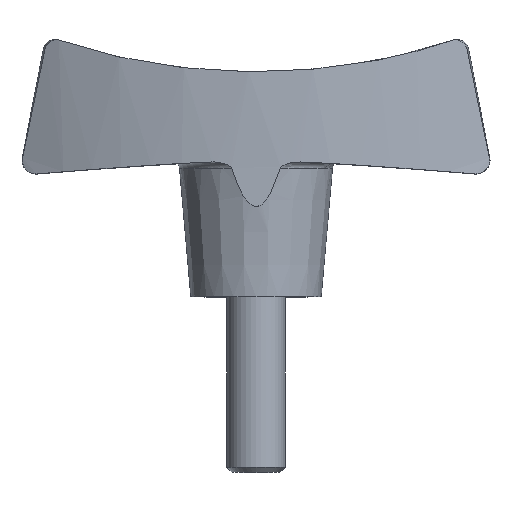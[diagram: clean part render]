
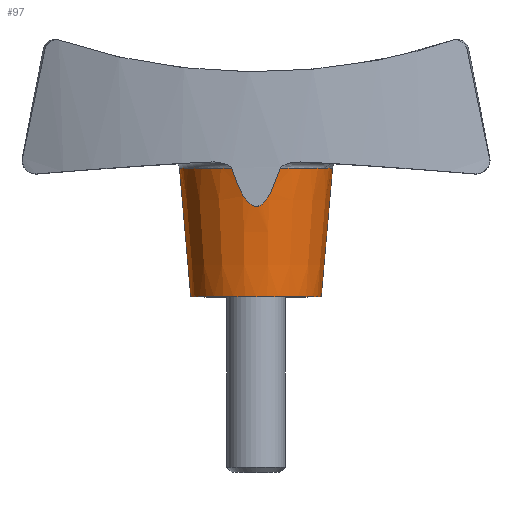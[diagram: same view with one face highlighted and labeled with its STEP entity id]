
A CAD part, top view. The second image highlights one B-rep face of the part: STEP entity #97.
In plain terms, the highlighted conical face has half-angle 5 degrees and reference radius 12.112 mm.
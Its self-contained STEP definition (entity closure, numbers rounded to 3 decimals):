
#97 = ADVANCED_FACE( '', ( #150 ), #151, .T. );
#150 = FACE_OUTER_BOUND( '', #209, .T. );
#151 = CONICAL_SURFACE( '', #210, 12.112, 0.087 );
#209 = EDGE_LOOP( '', ( #407, #408, #409, #410, #411, #412 ) );
#210 = AXIS2_PLACEMENT_3D( '', #413, #414, #415 );
#407 = ORIENTED_EDGE( '', *, *, #479, .T. );
#408 = ORIENTED_EDGE( '', *, *, #531, .F. );
#409 = ORIENTED_EDGE( '', *, *, #502, .T. );
#410 = ORIENTED_EDGE( '', *, *, #533, .F. );
#411 = ORIENTED_EDGE( '', *, *, #481, .T. );
#412 = ORIENTED_EDGE( '', *, *, #532, .T. );
#413 = CARTESIAN_POINT( '', ( 0., 11., 0. ) );
#414 = DIRECTION( '', ( 0., 1., 0. ) );
#415 = DIRECTION( '', ( 1., 0., 0. ) );
#479 = EDGE_CURVE( '', #571, #572, #573, .T. );
#481 = EDGE_CURVE( '', #576, #574, #577, .T. );
#502 = EDGE_CURVE( '', #612, #613, #614, .T. );
#531 = EDGE_CURVE( '', #612, #572, #657, .T. );
#532 = EDGE_CURVE( '', #574, #571, #658, .T. );
#533 = EDGE_CURVE( '', #576, #613, #659, .T. );
#571 = VERTEX_POINT( '', #767 );
#572 = VERTEX_POINT( '', #768 );
#573 = LINE( '', #769, #770 );
#574 = VERTEX_POINT( '', #771 );
#576 = VERTEX_POINT( '', #773 );
#577 = LINE( '', #774, #775 );
#612 = VERTEX_POINT( '', #869 );
#613 = VERTEX_POINT( '', #870 );
#614 = B_SPLINE_CURVE_WITH_KNOTS( '', 3, ( #871, #872, #873, #874, #875, #876, #877, #878, #879, #880, #881, #882, #883, #884, #885, #886, #887, #888, #889, #890, #891, #892, #893, #894, #895, #896, #897, #898, #899, #900, #901, #902, #903, #904 ), .UNSPECIFIED., .F., .F., ( 4, 2, 2, 2, 2, 2, 2, 2, 2, 2, 2, 2, 2, 2, 2, 2, 4 ), ( 1.021, 1.709, 3.419, 5.128, 5.983, 6.838, 7.785, 8.259, 8.733, 9.206, 9.68, 10.627, 11.482, 12.337, 14.046, 15.756, 16.444 ), .UNSPECIFIED. );
#657 = CIRCLE( '', #1201, 13.075 );
#658 = CIRCLE( '', #1202, 11.15 );
#659 = CIRCLE( '', #1203, 13.075 );
#767 = CARTESIAN_POINT( '', ( 11.15, 0., 0. ) );
#768 = CARTESIAN_POINT( '', ( 13.075, 22., 0. ) );
#769 = CARTESIAN_POINT( '', ( 12.112, 11., 0. ) );
#770 = VECTOR( '', #1237, 1. );
#771 = CARTESIAN_POINT( '', ( -11.15, 0., 0. ) );
#773 = CARTESIAN_POINT( '', ( -13.075, 22., 0. ) );
#774 = CARTESIAN_POINT( '', ( -12.112, 11., 0. ) );
#775 = VECTOR( '', #1241, 1. );
#869 = CARTESIAN_POINT( '', ( 4.15, 22., 12.399 ) );
#870 = CARTESIAN_POINT( '', ( -4.15, 22., 12.399 ) );
#871 = CARTESIAN_POINT( '', ( 4.15, 22., 12.399 ) );
#872 = CARTESIAN_POINT( '', ( 4.076, 21.771, 12.402 ) );
#873 = CARTESIAN_POINT( '', ( 4., 21.54, 12.406 ) );
#874 = CARTESIAN_POINT( '', ( 3.725, 20.731, 12.419 ) );
#875 = CARTESIAN_POINT( '', ( 3.513, 20.147, 12.428 ) );
#876 = CARTESIAN_POINT( '', ( 3.052, 18.999, 12.446 ) );
#877 = CARTESIAN_POINT( '', ( 2.803, 18.436, 12.454 ) );
#878 = CARTESIAN_POINT( '', ( 2.391, 17.637, 12.466 ) );
#879 = CARTESIAN_POINT( '', ( 2.247, 17.378, 12.47 ) );
#880 = CARTESIAN_POINT( '', ( 1.94, 16.882, 12.478 ) );
#881 = CARTESIAN_POINT( '', ( 1.777, 16.644, 12.482 ) );
#882 = CARTESIAN_POINT( '', ( 1.399, 16.177, 12.489 ) );
#883 = CARTESIAN_POINT( '', ( 1.16, 15.926, 12.493 ) );
#884 = CARTESIAN_POINT( '', ( 0.754, 15.645, 12.497 ) );
#885 = CARTESIAN_POINT( '', ( 0.611, 15.567, 12.498 ) );
#886 = CARTESIAN_POINT( '', ( 0.313, 15.46, 12.5 ) );
#887 = CARTESIAN_POINT( '', ( 0.158, 15.431, 12.5 ) );
#888 = CARTESIAN_POINT( '', ( -0.158, 15.431, 12.5 ) );
#889 = CARTESIAN_POINT( '', ( -0.313, 15.46, 12.5 ) );
#890 = CARTESIAN_POINT( '', ( -0.611, 15.567, 12.498 ) );
#891 = CARTESIAN_POINT( '', ( -0.754, 15.645, 12.497 ) );
#892 = CARTESIAN_POINT( '', ( -1.16, 15.926, 12.493 ) );
#893 = CARTESIAN_POINT( '', ( -1.399, 16.177, 12.489 ) );
#894 = CARTESIAN_POINT( '', ( -1.777, 16.644, 12.482 ) );
#895 = CARTESIAN_POINT( '', ( -1.94, 16.882, 12.478 ) );
#896 = CARTESIAN_POINT( '', ( -2.247, 17.378, 12.47 ) );
#897 = CARTESIAN_POINT( '', ( -2.391, 17.637, 12.466 ) );
#898 = CARTESIAN_POINT( '', ( -2.803, 18.436, 12.454 ) );
#899 = CARTESIAN_POINT( '', ( -3.052, 18.999, 12.446 ) );
#900 = CARTESIAN_POINT( '', ( -3.513, 20.147, 12.428 ) );
#901 = CARTESIAN_POINT( '', ( -3.725, 20.731, 12.419 ) );
#902 = CARTESIAN_POINT( '', ( -4., 21.54, 12.406 ) );
#903 = CARTESIAN_POINT( '', ( -4.076, 21.771, 12.402 ) );
#904 = CARTESIAN_POINT( '', ( -4.15, 22., 12.399 ) );
#1201 = AXIS2_PLACEMENT_3D( '', #1299, #1300, #1301 );
#1202 = AXIS2_PLACEMENT_3D( '', #1302, #1303, #1304 );
#1203 = AXIS2_PLACEMENT_3D( '', #1305, #1306, #1307 );
#1237 = DIRECTION( '', ( 0.087, 0.996, 0. ) );
#1241 = DIRECTION( '', ( 0.087, -0.996, 0. ) );
#1299 = CARTESIAN_POINT( '', ( 0., 22., 0. ) );
#1300 = DIRECTION( '', ( 0., 1., 0. ) );
#1301 = DIRECTION( '', ( 1., 0., 0. ) );
#1302 = CARTESIAN_POINT( '', ( 0., 0., 0. ) );
#1303 = DIRECTION( '', ( 0., 1., 0. ) );
#1304 = DIRECTION( '', ( 1., 0., 0. ) );
#1305 = CARTESIAN_POINT( '', ( 0., 22., 0. ) );
#1306 = DIRECTION( '', ( 0., 1., 0. ) );
#1307 = DIRECTION( '', ( 1., 0., 0. ) );
